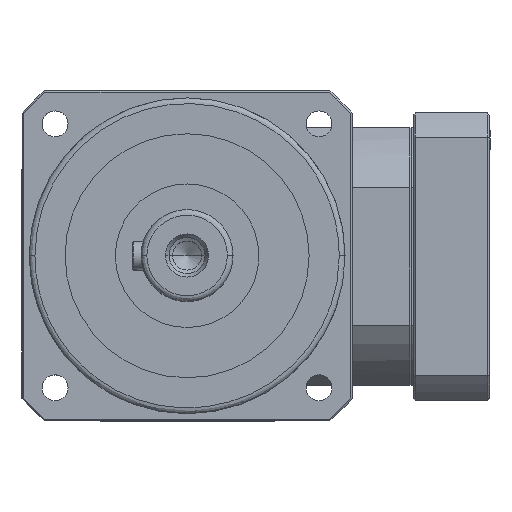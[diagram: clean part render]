
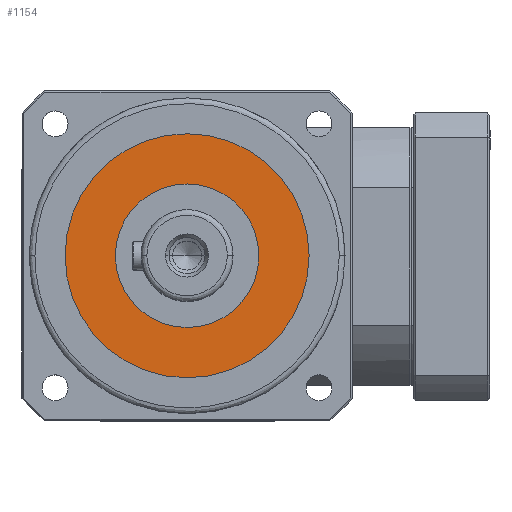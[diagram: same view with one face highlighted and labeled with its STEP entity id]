
A CAD part, top view. The second image highlights one B-rep face of the part: STEP entity #1154.
In plain terms, the highlighted planar face has unit normal (0, 0, 1).
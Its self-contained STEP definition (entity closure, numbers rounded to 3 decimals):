
#375 = DIRECTION ( 'NONE',  ( -1., 0., 0. ) ) ;
#1154 = ADVANCED_FACE ( 'NONE', ( #20332, #5670 ), #18198, .T. ) ;
#1782 = CARTESIAN_POINT ( 'NONE',  ( 25., 0., 159.99 ) ) ;
#2062 = ORIENTED_EDGE ( 'NONE', *, *, #15406, .T. ) ;
#2224 = CARTESIAN_POINT ( 'NONE',  ( 42.5, 0., 159.99 ) ) ;
#2283 = EDGE_CURVE ( 'NONE', #2484, #8353, #20478, .T. ) ;
#2484 = VERTEX_POINT ( 'NONE', #15644 ) ;
#2930 = VERTEX_POINT ( 'NONE', #2224 ) ;
#4527 = EDGE_LOOP ( 'NONE', ( #4841, #5160 ) ) ;
#4603 = AXIS2_PLACEMENT_3D ( 'NONE', #7768, #20574, #9630 ) ;
#4841 = ORIENTED_EDGE ( 'NONE', *, *, #12045, .T. ) ;
#5160 = ORIENTED_EDGE ( 'NONE', *, *, #16497, .T. ) ;
#5431 = EDGE_LOOP ( 'NONE', ( #10401, #2062 ) ) ;
#5670 = FACE_BOUND ( 'NONE', #5431, .T. ) ;
#5930 = CIRCLE ( 'NONE', #4603, 25. ) ;
#6172 = CARTESIAN_POINT ( 'NONE',  ( -42.5, 0., 159.99 ) ) ;
#7768 = CARTESIAN_POINT ( 'NONE',  ( 0., 0., 159.99 ) ) ;
#7907 = DIRECTION ( 'NONE',  ( 0., 0., 1. ) ) ;
#8353 = VERTEX_POINT ( 'NONE', #1782 ) ;
#8800 = AXIS2_PLACEMENT_3D ( 'NONE', #18859, #7907, #20702 ) ;
#9630 = DIRECTION ( 'NONE',  ( -1., 0., 0. ) ) ;
#10292 = AXIS2_PLACEMENT_3D ( 'NONE', #23456, #23383, #23293 ) ;
#10401 = ORIENTED_EDGE ( 'NONE', *, *, #2283, .T. ) ;
#11585 = DIRECTION ( 'NONE',  ( 0., 0., 1. ) ) ;
#12045 = EDGE_CURVE ( 'NONE', #13577, #2930, #17994, .T. ) ;
#13577 = VERTEX_POINT ( 'NONE', #6172 ) ;
#15406 = EDGE_CURVE ( 'NONE', #8353, #2484, #5930, .T. ) ;
#15644 = CARTESIAN_POINT ( 'NONE',  ( -25., 0., 159.99 ) ) ;
#16214 = AXIS2_PLACEMENT_3D ( 'NONE', #22500, #11585, #375 ) ;
#16497 = EDGE_CURVE ( 'NONE', #2930, #13577, #18160, .T. ) ;
#17994 = CIRCLE ( 'NONE', #8800, 42.5 ) ;
#18160 = CIRCLE ( 'NONE', #16214, 42.5 ) ;
#18198 = PLANE ( 'NONE',  #21349 ) ;
#18859 = CARTESIAN_POINT ( 'NONE',  ( 0., 0., 159.99 ) ) ;
#20332 = FACE_OUTER_BOUND ( 'NONE', #4527, .T. ) ;
#20478 = CIRCLE ( 'NONE', #10292, 25. ) ;
#20574 = DIRECTION ( 'NONE',  ( 0., 0., -1. ) ) ;
#20702 = DIRECTION ( 'NONE',  ( -1., 0., 0. ) ) ;
#21349 = AXIS2_PLACEMENT_3D ( 'NONE', #23725, #23682, #23651 ) ;
#22500 = CARTESIAN_POINT ( 'NONE',  ( 0., 0., 159.99 ) ) ;
#23293 = DIRECTION ( 'NONE',  ( -1., 0., 0. ) ) ;
#23383 = DIRECTION ( 'NONE',  ( 0., 0., -1. ) ) ;
#23456 = CARTESIAN_POINT ( 'NONE',  ( 0., 0., 159.99 ) ) ;
#23651 = DIRECTION ( 'NONE',  ( 1., 0., 0. ) ) ;
#23682 = DIRECTION ( 'NONE',  ( 0., 0., 1. ) ) ;
#23725 = CARTESIAN_POINT ( 'NONE',  ( 0., 0., 159.99 ) ) ;
